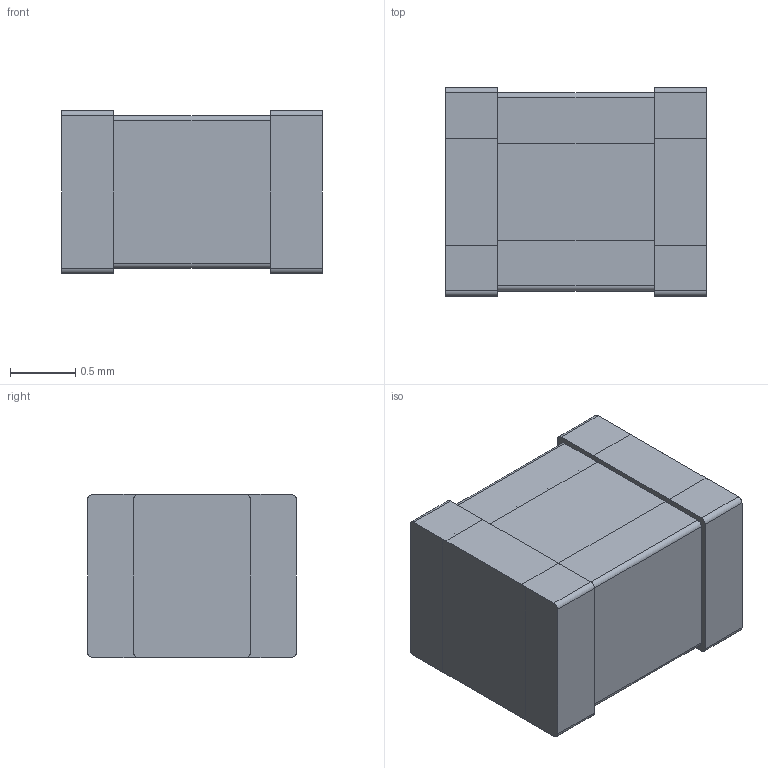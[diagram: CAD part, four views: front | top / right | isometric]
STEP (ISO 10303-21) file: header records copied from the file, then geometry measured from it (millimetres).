
FILE_DESCRIPTION(('FreeCAD Model'),'2;1');
FILE_NAME( 'L_Vishay_IHHP-0806.step', '2019-03-31T03:45:49',(''),(''),'Open CASCADE STEP processor 7.2', 'FreeCAD','Unknown');
FILE_SCHEMA(('AUTOMOTIVE_DESIGN { 1 0 10303 214 1 1 1 1 }'));
Length unit declared in the file: millimetre
Products named in the file (2): L_0805_2012Metric; L_0805_2012Metric001
Bounding box: 2 x 1.6 x 1.25 mm (x, y, z)
Surface area: 26 mm2
Topology: 2 solids, 2 shells, 56 faces, 144 edges, 96 vertices
Faces by surface type: plane 32, cylinder 24
Entity records: 4074 total; most frequent: CARTESIAN_POINT 729, DIRECTION 570, LINE 336, VECTOR 336, ORIENTED_EDGE 288, PCURVE 288, DEFINITIONAL_REPRESENTATION 288, EDGE_CURVE 144
